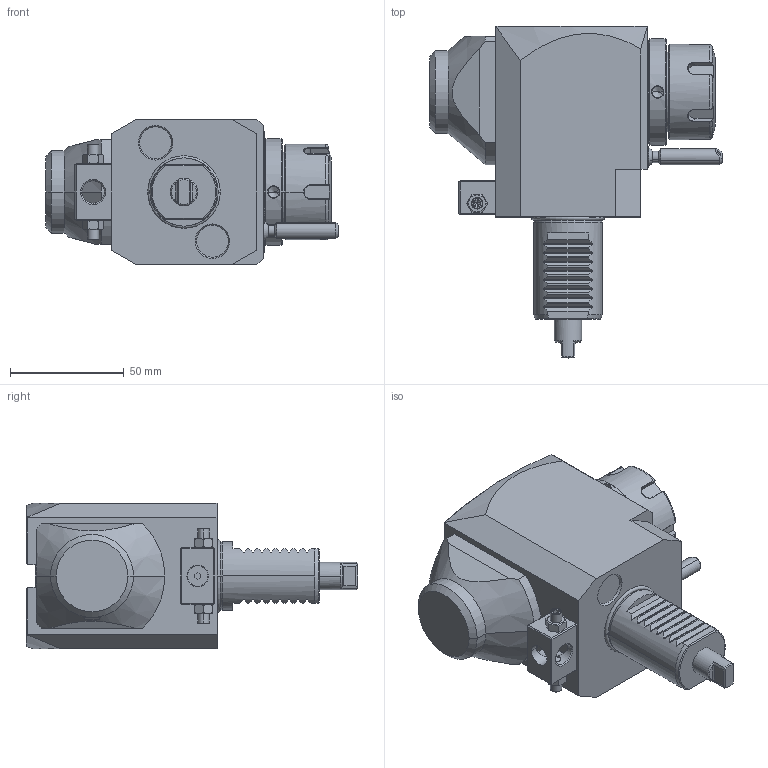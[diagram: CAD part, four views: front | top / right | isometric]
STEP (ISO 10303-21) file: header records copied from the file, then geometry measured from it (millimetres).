
FILE_DESCRIPTION((''),'2;1');
FILE_NAME('NGT1_30_221_25_3_3_55','2023-01-26T',('vali'),('NOVA GRUP'),'PRO/ENGINEER BY PARAMETRIC TECHNOLOGY CORPORATION, 2010280','PRO/ENGINEER BY PARAMETRIC TECHNOLOGY CORPORATION, 2010280','');
FILE_SCHEMA(('CONFIG_CONTROL_DESIGN'));
Length unit declared in the file: millimetre
Products named in the file (1): NGT1_30_221_25_3_3_55
Bounding box: 128.63 x 146 x 64 mm (x, y, z)
Volume: 467973.3 mm3; surface area: 47867.8 mm2
Topology: 1 solids, 1 shells, 457 faces, 1165 edges, 715 vertices
Faces by surface type: plane 215, cylinder 90, cone 80, bspline 56, torus 14, sphere 2
Entity records: 19099 total; most frequent: CARTESIAN_POINT 8846, ORIENTED_EDGE 2290, DIRECTION 1824, EDGE_CURVE 1145, VERTEX_POINT 715, AXIS2_PLACEMENT_3D 622, VECTOR 580, LINE 580
